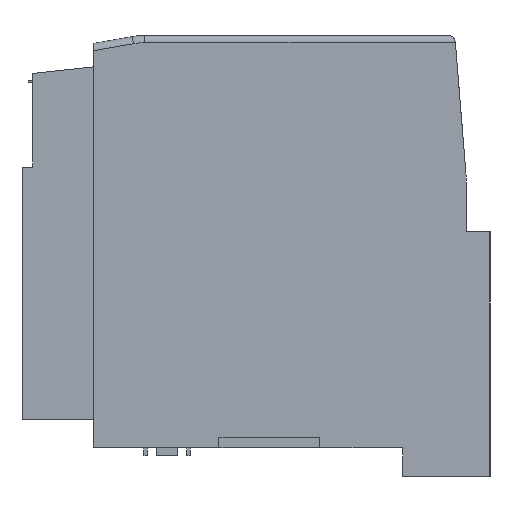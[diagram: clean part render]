
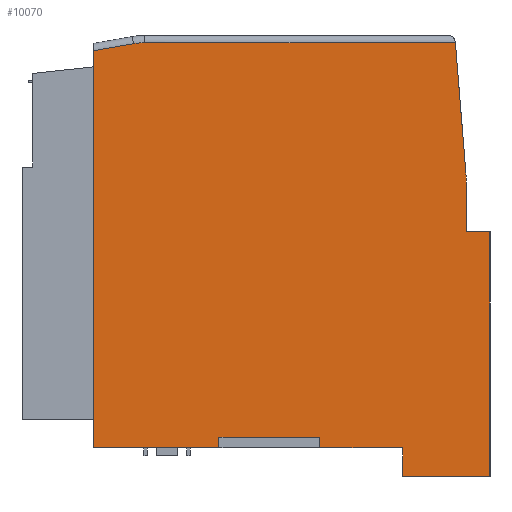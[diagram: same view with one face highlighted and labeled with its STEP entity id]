
A CAD part, left-side view. The second image highlights one B-rep face of the part: STEP entity #10070.
In plain terms, the highlighted planar face has unit normal (-1, 0, 0).
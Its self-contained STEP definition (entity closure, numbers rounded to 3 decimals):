
#75 = CARTESIAN_POINT ( 'NONE',  ( -23.8, 8.45, 1.5 ) ) ;
#275 = EDGE_CURVE ( 'NONE', #8712, #15344, #426, .T. ) ;
#426 = LINE ( 'NONE', #7086, #23459 ) ;
#429 = DIRECTION ( 'NONE',  ( 0., 0., -1. ) ) ;
#442 = LINE ( 'NONE', #20605, #23472 ) ;
#536 = LINE ( 'NONE', #28383, #17644 ) ;
#797 = ORIENTED_EDGE ( 'NONE', *, *, #10154, .F. ) ;
#810 = VECTOR ( 'NONE', #28297, 1000. ) ;
#1088 = ORIENTED_EDGE ( 'NONE', *, *, #275, .F. ) ;
#1373 = CARTESIAN_POINT ( 'NONE',  ( -23.8, 8.45, 1.5 ) ) ;
#1383 = LINE ( 'NONE', #3037, #24404 ) ;
#1465 = VECTOR ( 'NONE', #24618, 1000. ) ;
#1572 = EDGE_CURVE ( 'NONE', #17261, #21714, #4117, .T. ) ;
#2045 = ORIENTED_EDGE ( 'NONE', *, *, #4669, .T. ) ;
#2228 = CARTESIAN_POINT ( 'NONE',  ( -23.8, 25.95, 0. ) ) ;
#2254 = CARTESIAN_POINT ( 'NONE',  ( -23.8, -29.25, 30.05 ) ) ;
#2469 = VECTOR ( 'NONE', #28585, 1000. ) ;
#2731 = CARTESIAN_POINT ( 'NONE',  ( -23.8, 18.784, 47.35 ) ) ;
#2999 = ORIENTED_EDGE ( 'NONE', *, *, #10702, .T. ) ;
#3037 = CARTESIAN_POINT ( 'NONE',  ( -23.8, 25.95, 57.35 ) ) ;
#3112 = LINE ( 'NONE', #21626, #9066 ) ;
#3229 = DIRECTION ( 'NONE',  ( -1., 0., 0. ) ) ;
#3230 = CIRCLE ( 'NONE', #4921, 9. ) ;
#3424 = VECTOR ( 'NONE', #13381, 1000. ) ;
#3611 = AXIS2_PLACEMENT_3D ( 'NONE', #6409, #21910, #8644 ) ;
#3896 = VERTEX_POINT ( 'NONE', #21552 ) ;
#4117 = LINE ( 'NONE', #16573, #20461 ) ;
#4121 = LINE ( 'NONE', #75, #3424 ) ;
#4349 = VERTEX_POINT ( 'NONE', #1373 ) ;
#4617 = CARTESIAN_POINT ( 'NONE',  ( -23.8, -24.431, 56.35 ) ) ;
#4669 = EDGE_CURVE ( 'NONE', #15139, #13716, #442, .T. ) ;
#4921 = AXIS2_PLACEMENT_3D ( 'NONE', #2731, #18319, #4980 ) ;
#4980 = DIRECTION ( 'NONE',  ( 0., 0., -1. ) ) ;
#5830 = CARTESIAN_POINT ( 'NONE',  ( -23.8, -29.25, 30.05 ) ) ;
#5901 = LINE ( 'NONE', #12996, #19383 ) ;
#6409 = CARTESIAN_POINT ( 'NONE',  ( -23.8, -25.95, 57.35 ) ) ;
#7086 = CARTESIAN_POINT ( 'NONE',  ( -23.8, -25.95, 57.35 ) ) ;
#7319 = CARTESIAN_POINT ( 'NONE',  ( -23.8, -25.95, 36.791 ) ) ;
#7822 = FACE_OUTER_BOUND ( 'NONE', #21787, .T. ) ;
#8381 = EDGE_CURVE ( 'NONE', #26686, #21714, #24484, .T. ) ;
#8560 = VERTEX_POINT ( 'NONE', #2228 ) ;
#8644 = DIRECTION ( 'NONE',  ( 0., 0., -1. ) ) ;
#8712 = VERTEX_POINT ( 'NONE', #7319 ) ;
#9066 = VECTOR ( 'NONE', #10549, 1000. ) ;
#9115 = CARTESIAN_POINT ( 'NONE',  ( -23.8, -5.55, 0. ) ) ;
#9325 = ORIENTED_EDGE ( 'NONE', *, *, #28847, .T. ) ;
#9403 = CARTESIAN_POINT ( 'NONE',  ( -23.8, -29.25, -4. ) ) ;
#10000 = EDGE_CURVE ( 'NONE', #28712, #26686, #18589, .T. ) ;
#10070 = ADVANCED_FACE ( 'NONE', ( #7822 ), #26344, .F. ) ;
#10154 = EDGE_CURVE ( 'NONE', #18904, #26337, #23116, .T. ) ;
#10549 = DIRECTION ( 'NONE',  ( 0., -1., 0. ) ) ;
#10600 = VERTEX_POINT ( 'NONE', #13041 ) ;
#10702 = EDGE_CURVE ( 'NONE', #18904, #15344, #18205, .T. ) ;
#11063 = ORIENTED_EDGE ( 'NONE', *, *, #19189, .T. ) ;
#11326 = DIRECTION ( 'NONE',  ( 0., 0., -1. ) ) ;
#11580 = CARTESIAN_POINT ( 'NONE',  ( -23.8, -25.885, 38.406 ) ) ;
#11620 = ORIENTED_EDGE ( 'NONE', *, *, #10000, .T. ) ;
#11943 = VECTOR ( 'NONE', #11326, 1000. ) ;
#12299 = VECTOR ( 'NONE', #15569, 1000. ) ;
#12303 = EDGE_CURVE ( 'NONE', #16025, #10600, #5901, .T. ) ;
#12773 = DIRECTION ( 'NONE',  ( 0., 1., 0. ) ) ;
#12996 = CARTESIAN_POINT ( 'NONE',  ( -23.8, -24.773, 64.091 ) ) ;
#13041 = CARTESIAN_POINT ( 'NONE',  ( -23.8, 25.95, 55.235 ) ) ;
#13381 = DIRECTION ( 'NONE',  ( 0., 0., -1. ) ) ;
#13716 = VERTEX_POINT ( 'NONE', #16799 ) ;
#15139 = VERTEX_POINT ( 'NONE', #4617 ) ;
#15344 = VERTEX_POINT ( 'NONE', #23237 ) ;
#15372 = AXIS2_PLACEMENT_3D ( 'NONE', #16548, #3229, #18794 ) ;
#15528 = CARTESIAN_POINT ( 'NONE',  ( -23.8, -17.09, 0. ) ) ;
#15569 = DIRECTION ( 'NONE',  ( 0., 1., 0. ) ) ;
#16025 = VERTEX_POINT ( 'NONE', #16990 ) ;
#16043 = CARTESIAN_POINT ( 'NONE',  ( -23.8, -17.09, -4. ) ) ;
#16548 = CARTESIAN_POINT ( 'NONE',  ( -23.8, -5.95, 36.791 ) ) ;
#16573 = CARTESIAN_POINT ( 'NONE',  ( -23.8, -17.09, -4. ) ) ;
#16799 = CARTESIAN_POINT ( 'NONE',  ( -23.8, 18.784, 56.35 ) ) ;
#16990 = CARTESIAN_POINT ( 'NONE',  ( -23.8, 20.332, 56.216 ) ) ;
#17261 = VERTEX_POINT ( 'NONE', #16043 ) ;
#17644 = VECTOR ( 'NONE', #12773, 1000. ) ;
#17667 = ORIENTED_EDGE ( 'NONE', *, *, #24988, .F. ) ;
#18136 = ORIENTED_EDGE ( 'NONE', *, *, #26591, .F. ) ;
#18205 = LINE ( 'NONE', #28887, #12299 ) ;
#18319 = DIRECTION ( 'NONE',  ( -1., 0., 0. ) ) ;
#18337 = ORIENTED_EDGE ( 'NONE', *, *, #18934, .F. ) ;
#18499 = DIRECTION ( 'NONE',  ( 0., 0., -1. ) ) ;
#18589 = LINE ( 'NONE', #26068, #810 ) ;
#18794 = DIRECTION ( 'NONE',  ( 0., 0., -1. ) ) ;
#18904 = VERTEX_POINT ( 'NONE', #5830 ) ;
#18934 = EDGE_CURVE ( 'NONE', #28712, #4349, #25529, .T. ) ;
#19133 = ORIENTED_EDGE ( 'NONE', *, *, #12303, .T. ) ;
#19189 = EDGE_CURVE ( 'NONE', #13716, #16025, #3230, .T. ) ;
#19383 = VECTOR ( 'NONE', #28638, 1000. ) ;
#19414 = ORIENTED_EDGE ( 'NONE', *, *, #26768, .T. ) ;
#19568 = VECTOR ( 'NONE', #28296, 1000. ) ;
#20113 = CARTESIAN_POINT ( 'NONE',  ( -23.8, -25.95, 0. ) ) ;
#20461 = VECTOR ( 'NONE', #25462, 1000. ) ;
#20605 = CARTESIAN_POINT ( 'NONE',  ( -23.8, -25.95, 56.35 ) ) ;
#20832 = ORIENTED_EDGE ( 'NONE', *, *, #8381, .T. ) ;
#21552 = CARTESIAN_POINT ( 'NONE',  ( -23.8, 8.45, 0. ) ) ;
#21626 = CARTESIAN_POINT ( 'NONE',  ( -23.8, -25.95, 0. ) ) ;
#21713 = CARTESIAN_POINT ( 'NONE',  ( -23.8, -24.35, 57.35 ) ) ;
#21714 = VERTEX_POINT ( 'NONE', #15528 ) ;
#21741 = EDGE_CURVE ( 'NONE', #4349, #3896, #4121, .T. ) ;
#21787 = EDGE_LOOP ( 'NONE', ( #17667, #2045, #11063, #19133, #28206, #9325, #24049, #18337, #11620, #20832, #26941, #18136, #797, #2999, #1088, #19414 ) ) ;
#21910 = DIRECTION ( 'NONE',  ( 1., 0., 0. ) ) ;
#22883 = DIRECTION ( 'NONE',  ( 0., 1., 0. ) ) ;
#23116 = LINE ( 'NONE', #2254, #11943 ) ;
#23237 = CARTESIAN_POINT ( 'NONE',  ( -23.8, -25.95, 30.05 ) ) ;
#23364 = CARTESIAN_POINT ( 'NONE',  ( -23.8, -5.55, 1.5 ) ) ;
#23459 = VECTOR ( 'NONE', #429, 1000. ) ;
#23472 = VECTOR ( 'NONE', #22883, 1000. ) ;
#24017 = VERTEX_POINT ( 'NONE', #11580 ) ;
#24049 = ORIENTED_EDGE ( 'NONE', *, *, #21741, .F. ) ;
#24404 = VECTOR ( 'NONE', #18499, 1000. ) ;
#24484 = LINE ( 'NONE', #20113, #1465 ) ;
#24618 = DIRECTION ( 'NONE',  ( 0., -1., 0. ) ) ;
#24894 = CIRCLE ( 'NONE', #15372, 20. ) ;
#24988 = EDGE_CURVE ( 'NONE', #15139, #24017, #26209, .T. ) ;
#25355 = EDGE_CURVE ( 'NONE', #10600, #8560, #1383, .T. ) ;
#25462 = DIRECTION ( 'NONE',  ( 0., 0., 1. ) ) ;
#25529 = LINE ( 'NONE', #28094, #19568 ) ;
#26068 = CARTESIAN_POINT ( 'NONE',  ( -23.8, -5.55, 1.5 ) ) ;
#26209 = LINE ( 'NONE', #21713, #2469 ) ;
#26337 = VERTEX_POINT ( 'NONE', #9403 ) ;
#26344 = PLANE ( 'NONE',  #3611 ) ;
#26591 = EDGE_CURVE ( 'NONE', #26337, #17261, #536, .T. ) ;
#26686 = VERTEX_POINT ( 'NONE', #9115 ) ;
#26768 = EDGE_CURVE ( 'NONE', #8712, #24017, #24894, .T. ) ;
#26941 = ORIENTED_EDGE ( 'NONE', *, *, #1572, .F. ) ;
#28094 = CARTESIAN_POINT ( 'NONE',  ( -23.8, 0., 1.5 ) ) ;
#28206 = ORIENTED_EDGE ( 'NONE', *, *, #25355, .T. ) ;
#28296 = DIRECTION ( 'NONE',  ( 0., 1., 0. ) ) ;
#28297 = DIRECTION ( 'NONE',  ( 0., 0., -1. ) ) ;
#28383 = CARTESIAN_POINT ( 'NONE',  ( -23.8, -17.09, -4. ) ) ;
#28585 = DIRECTION ( 'NONE',  ( 0., -0.081, -0.997 ) ) ;
#28638 = DIRECTION ( 'NONE',  ( 0., 0.985, -0.172 ) ) ;
#28712 = VERTEX_POINT ( 'NONE', #23364 ) ;
#28847 = EDGE_CURVE ( 'NONE', #8560, #3896, #3112, .T. ) ;
#28887 = CARTESIAN_POINT ( 'NONE',  ( -23.8, -29.25, 30.05 ) ) ;
